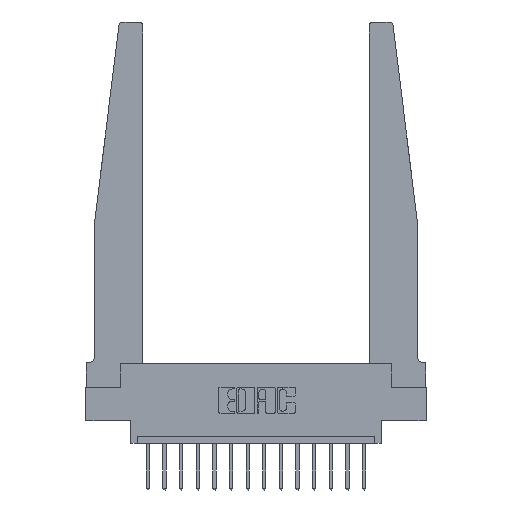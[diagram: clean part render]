
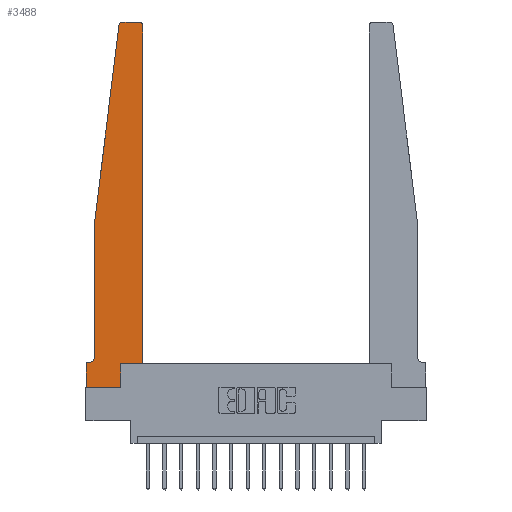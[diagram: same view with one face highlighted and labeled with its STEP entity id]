
A CAD part, top view. The second image highlights one B-rep face of the part: STEP entity #3488.
In plain terms, the highlighted planar face has unit normal (0, 0, 1).
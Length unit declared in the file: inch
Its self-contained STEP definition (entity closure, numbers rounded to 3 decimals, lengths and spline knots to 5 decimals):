
#40 = VECTOR ( 'NONE', #6985, 39.37008 ) ;
#185 = EDGE_CURVE ( 'NONE', #4568, #6911, #16581, .T. ) ;
#423 = CARTESIAN_POINT ( 'NONE',  ( 0.425, 0.18, 0.37 ) ) ;
#425 = VECTOR ( 'NONE', #12281, 39.37008 ) ;
#544 = VERTEX_POINT ( 'NONE', #6487 ) ;
#619 = DIRECTION ( 'NONE',  ( 0., 0., 1. ) ) ;
#1138 = DIRECTION ( 'NONE',  ( -1., 0., 0. ) ) ;
#1279 = VERTEX_POINT ( 'NONE', #16609 ) ;
#1360 = LINE ( 'NONE', #9442, #7611 ) ;
#1581 = CARTESIAN_POINT ( 'NONE',  ( 0.425, 0.18, 0.37 ) ) ;
#1613 = ORIENTED_EDGE ( 'NONE', *, *, #8464, .T. ) ;
#1632 = ORIENTED_EDGE ( 'NONE', *, *, #12278, .T. ) ;
#1919 = LINE ( 'NONE', #11983, #7535 ) ;
#1961 = PLANE ( 'NONE',  #8161 ) ;
#2134 = DIRECTION ( 'NONE',  ( 1., 0., 0. ) ) ;
#2226 = CIRCLE ( 'NONE', #15234, 0.03 ) ;
#2339 = CARTESIAN_POINT ( 'NONE',  ( 0., 0., 0.37 ) ) ;
#2347 = DIRECTION ( 'NONE',  ( 0., 1., 0. ) ) ;
#2412 = DIRECTION ( 'NONE',  ( 1., 0., 0. ) ) ;
#3065 = DIRECTION ( 'NONE',  ( 1., 0., 0. ) ) ;
#3415 = LINE ( 'NONE', #13665, #4861 ) ;
#3480 = CARTESIAN_POINT ( 'NONE',  ( 0.065, 1.25, 0.37 ) ) ;
#3488 = ADVANCED_FACE ( 'NONE', ( #10761 ), #1961, .T. ) ;
#3789 = ORIENTED_EDGE ( 'NONE', *, *, #8105, .T. ) ;
#3988 = ORIENTED_EDGE ( 'NONE', *, *, #4622, .T. ) ;
#4353 = EDGE_CURVE ( 'NONE', #6911, #5347, #11148, .T. ) ;
#4452 = LINE ( 'NONE', #3480, #13890 ) ;
#4568 = VERTEX_POINT ( 'NONE', #12372 ) ;
#4622 = EDGE_CURVE ( 'NONE', #544, #12324, #1919, .T. ) ;
#4861 = VECTOR ( 'NONE', #9617, 39.37008 ) ;
#5322 = CARTESIAN_POINT ( 'NONE',  ( 0.425, 2.72, 0.37 ) ) ;
#5347 = VERTEX_POINT ( 'NONE', #6193 ) ;
#5991 = CARTESIAN_POINT ( 'NONE',  ( 0., 0.1875, 0.37 ) ) ;
#6193 = CARTESIAN_POINT ( 'NONE',  ( 0.395, 2.75, 0.37 ) ) ;
#6303 = LINE ( 'NONE', #12073, #8641 ) ;
#6486 = DIRECTION ( 'NONE',  ( -1., 0., 0. ) ) ;
#6487 = CARTESIAN_POINT ( 'NONE',  ( 0.24675, 2.72367, 0.37 ) ) ;
#6911 = VERTEX_POINT ( 'NONE', #5322 ) ;
#6985 = DIRECTION ( 'NONE',  ( 0., 1., 0. ) ) ;
#7229 = CARTESIAN_POINT ( 'NONE',  ( 0.065, 0.2375, 0.37 ) ) ;
#7234 = EDGE_LOOP ( 'NONE', ( #1613, #3789, #3988, #8404, #9752, #9550, #8659, #1632, #12479, #12513, #7640, #15689 ) ) ;
#7535 = VECTOR ( 'NONE', #12050, 39.37008 ) ;
#7611 = VECTOR ( 'NONE', #6486, 39.37008 ) ;
#7640 = ORIENTED_EDGE ( 'NONE', *, *, #185, .T. ) ;
#8105 = EDGE_CURVE ( 'NONE', #16248, #544, #2226, .T. ) ;
#8133 = CARTESIAN_POINT ( 'NONE',  ( 0., 0., 0.37 ) ) ;
#8161 = AXIS2_PLACEMENT_3D ( 'NONE', #8670, #619, #3065 ) ;
#8404 = ORIENTED_EDGE ( 'NONE', *, *, #10232, .T. ) ;
#8464 = EDGE_CURVE ( 'NONE', #5347, #16248, #1360, .T. ) ;
#8641 = VECTOR ( 'NONE', #1138, 39.37008 ) ;
#8659 = ORIENTED_EDGE ( 'NONE', *, *, #10206, .T. ) ;
#8670 = CARTESIAN_POINT ( 'NONE',  ( 0., 0.1875, 0.37 ) ) ;
#8965 = LINE ( 'NONE', #423, #10016 ) ;
#9047 = VERTEX_POINT ( 'NONE', #2339 ) ;
#9442 = CARTESIAN_POINT ( 'NONE',  ( 0.25, 2.75, 0.37 ) ) ;
#9550 = ORIENTED_EDGE ( 'NONE', *, *, #11591, .T. ) ;
#9617 = DIRECTION ( 'NONE',  ( 0., -1., 0. ) ) ;
#9716 = DIRECTION ( 'NONE',  ( 0., 0., -1. ) ) ;
#9752 = ORIENTED_EDGE ( 'NONE', *, *, #10470, .T. ) ;
#10016 = VECTOR ( 'NONE', #12537, 39.37008 ) ;
#10059 = CARTESIAN_POINT ( 'NONE',  ( 0.2605, 0.18, 0.37 ) ) ;
#10132 = CARTESIAN_POINT ( 'NONE',  ( 0.27653, 2.72, 0.37 ) ) ;
#10206 = EDGE_CURVE ( 'NONE', #10767, #9047, #3415, .T. ) ;
#10232 = EDGE_CURVE ( 'NONE', #12324, #10632, #4452, .T. ) ;
#10470 = EDGE_CURVE ( 'NONE', #10632, #14897, #13041, .T. ) ;
#10632 = VERTEX_POINT ( 'NONE', #7229 ) ;
#10665 = DIRECTION ( 'NONE',  ( 0., 0., 1. ) ) ;
#10761 = FACE_OUTER_BOUND ( 'NONE', #7234, .T. ) ;
#10767 = VERTEX_POINT ( 'NONE', #5991 ) ;
#10855 = CARTESIAN_POINT ( 'NONE',  ( 0.065, 1.25, 0.37 ) ) ;
#11061 = LINE ( 'NONE', #10059, #15583 ) ;
#11114 = AXIS2_PLACEMENT_3D ( 'NONE', #14663, #10665, #2412 ) ;
#11148 = CIRCLE ( 'NONE', #11114, 0.03 ) ;
#11475 = CARTESIAN_POINT ( 'NONE',  ( 0.2605, 0., 0.37 ) ) ;
#11591 = EDGE_CURVE ( 'NONE', #14897, #10767, #6303, .T. ) ;
#11983 = CARTESIAN_POINT ( 'NONE',  ( 0.065, 1.25, 0.37 ) ) ;
#12050 = DIRECTION ( 'NONE',  ( -0.122, -0.992, 0. ) ) ;
#12073 = CARTESIAN_POINT ( 'NONE',  ( 0.065, 0.1875, 0.37 ) ) ;
#12278 = EDGE_CURVE ( 'NONE', #9047, #14735, #14271, .T. ) ;
#12281 = DIRECTION ( 'NONE',  ( 1., 0., 0. ) ) ;
#12324 = VERTEX_POINT ( 'NONE', #10855 ) ;
#12372 = CARTESIAN_POINT ( 'NONE',  ( 0.425, 0.18, 0.37 ) ) ;
#12443 = CARTESIAN_POINT ( 'NONE',  ( 0.015, 0.2375, 0.37 ) ) ;
#12479 = ORIENTED_EDGE ( 'NONE', *, *, #16016, .T. ) ;
#12513 = ORIENTED_EDGE ( 'NONE', *, *, #14567, .T. ) ;
#12537 = DIRECTION ( 'NONE',  ( 1., 0., 0. ) ) ;
#13041 = CIRCLE ( 'NONE', #15793, 0.05 ) ;
#13450 = CARTESIAN_POINT ( 'NONE',  ( 0.015, 0.1875, 0.37 ) ) ;
#13665 = CARTESIAN_POINT ( 'NONE',  ( 0., 0., 0.37 ) ) ;
#13683 = CARTESIAN_POINT ( 'NONE',  ( 0.27653, 2.75, 0.37 ) ) ;
#13759 = DIRECTION ( 'NONE',  ( -1., 0., 0. ) ) ;
#13890 = VECTOR ( 'NONE', #14122, 39.37008 ) ;
#14122 = DIRECTION ( 'NONE',  ( 0., -1., 0. ) ) ;
#14271 = LINE ( 'NONE', #8133, #425 ) ;
#14567 = EDGE_CURVE ( 'NONE', #1279, #4568, #8965, .T. ) ;
#14663 = CARTESIAN_POINT ( 'NONE',  ( 0.395, 2.72, 0.37 ) ) ;
#14735 = VERTEX_POINT ( 'NONE', #11475 ) ;
#14897 = VERTEX_POINT ( 'NONE', #13450 ) ;
#15234 = AXIS2_PLACEMENT_3D ( 'NONE', #10132, #16891, #2134 ) ;
#15583 = VECTOR ( 'NONE', #2347, 39.37008 ) ;
#15689 = ORIENTED_EDGE ( 'NONE', *, *, #4353, .T. ) ;
#15793 = AXIS2_PLACEMENT_3D ( 'NONE', #12443, #9716, #13759 ) ;
#16016 = EDGE_CURVE ( 'NONE', #14735, #1279, #11061, .T. ) ;
#16248 = VERTEX_POINT ( 'NONE', #13683 ) ;
#16581 = LINE ( 'NONE', #1581, #40 ) ;
#16609 = CARTESIAN_POINT ( 'NONE',  ( 0.2605, 0.18, 0.37 ) ) ;
#16891 = DIRECTION ( 'NONE',  ( 0., 0., 1. ) ) ;
